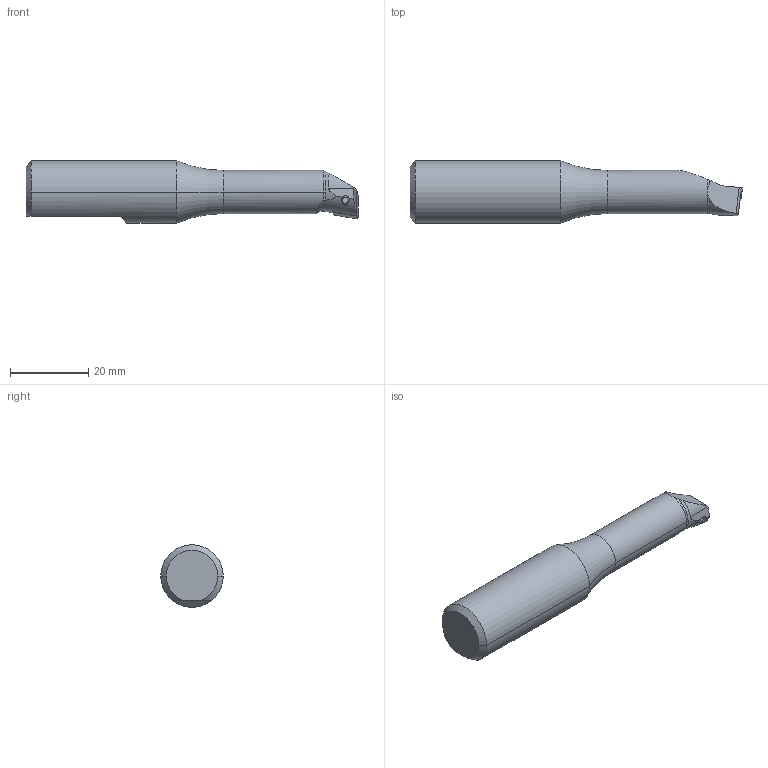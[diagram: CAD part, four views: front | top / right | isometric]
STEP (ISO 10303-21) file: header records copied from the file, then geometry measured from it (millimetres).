
FILE_DESCRIPTION (( 'STEP AP214' ), '1' );
FILE_NAME ('270.014.006.STEP', '2025-02-20T15:10:07', ( '' ), ( '' ), 'SwSTEP 2.0', 'SolidWorks 2022', '' );
FILE_SCHEMA (( 'AUTOMOTIVE_DESIGN' ));
Length unit declared in the file: millimetre
Products named in the file (4): B14-WCA.001.085_A; WCA-ER2.001.006_A; CCMT060204; 270.014.006
Assembly tree (3 placements, depth 2):
  270.014.006
    B14-WCA.001.085_A
    CCMT060204
    WCA-ER2.001.006_A
Bounding box: 85 x 16 x 16 mm (x, y, z)
Volume: 11613.3 mm3; surface area: 3955.7 mm2
Topology: 3 solids, 3 shells, 119 faces, 299 edges, 182 vertices
Faces by surface type: cylinder 35, plane 29, cone 27, torus 13, bspline 13, sphere 2
Entity records: 4370 total; most frequent: CARTESIAN_POINT 1236, ORIENTED_EDGE 590, DIRECTION 540, EDGE_CURVE 295, AXIS2_PLACEMENT_3D 216, VERTEX_POINT 182, EDGE_LOOP 123, FACE_OUTER_BOUND 119
